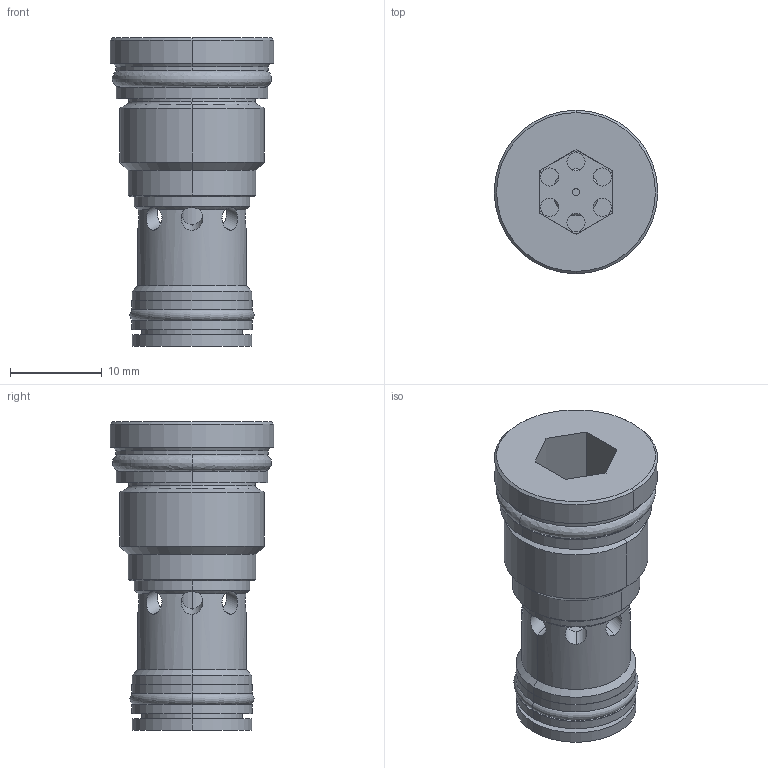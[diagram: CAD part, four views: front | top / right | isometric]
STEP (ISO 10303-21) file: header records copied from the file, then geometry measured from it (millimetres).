
FILE_DESCRIPTION((''),'2;1');
FILE_NAME('CXBM-XCN_PRT','2009-04-28T',('Administrator'),(''),'PRO/ENGINEER BY PARAMETRIC TECHNOLOGY CORPORATION, 2006240','PRO/ENGINEER BY PARAMETRIC TECHNOLOGY CORPORATION, 2006240','');
FILE_SCHEMA(('CONFIG_CONTROL_DESIGN'));
Length unit declared in the file: inch
Products named in the file (1): CXBM-XCN_PRT
Bounding box: 17.81 x 17.81 x 33.58 mm (x, y, z)
Volume: 4372.6 mm3; surface area: 3731.9 mm2
Topology: 3 solids, 3 shells, 168 faces, 421 edges, 260 vertices
Faces by surface type: cylinder 76, plane 43, cone 18, torus 16, revolution 8, bspline 7
Entity records: 18492 total; most frequent: CARTESIAN_POINT 14429, ORIENTED_EDGE 842, DIRECTION 823, EDGE_CURVE 421, AXIS2_PLACEMENT_3D 329, VERTEX_POINT 260, EDGE_LOOP 203, CIRCLE 176
